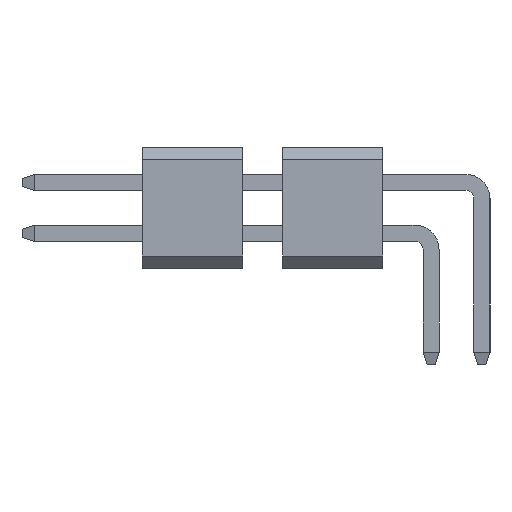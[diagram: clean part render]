
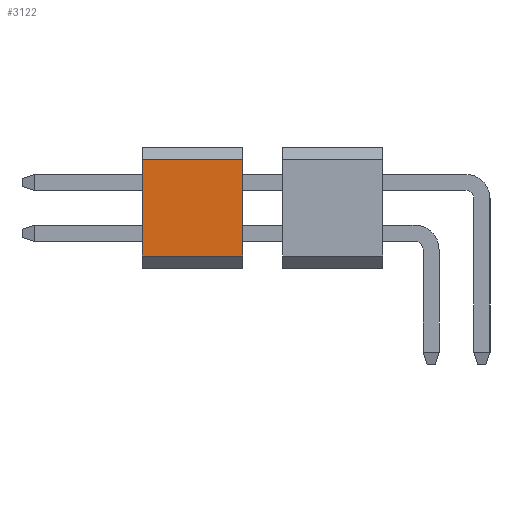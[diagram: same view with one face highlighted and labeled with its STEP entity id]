
A CAD part, left-side view. The second image highlights one B-rep face of the part: STEP entity #3122.
In plain terms, the highlighted planar face has unit normal (-1, 0, 0).
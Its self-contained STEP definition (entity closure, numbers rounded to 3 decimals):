
#549=CARTESIAN_POINT('',(-0.635,3.5,1.2));
#550=VERTEX_POINT('',#549);
#557=CARTESIAN_POINT('',(-0.635,3.5,-1.2));
#558=VERTEX_POINT('',#557);
#559=CARTESIAN_POINT('',(-0.635,3.5,1.2));
#560=DIRECTION('',(0.,0.,-1.));
#561=VECTOR('',#560,2.4);
#562=LINE('',#559,#561);
#563=EDGE_CURVE('',#550,#558,#562,.T.);
#1730=CARTESIAN_POINT('',(-0.635,6.,-1.2));
#1731=VERTEX_POINT('',#1730);
#1738=CARTESIAN_POINT('',(-0.635,6.,1.2));
#1739=VERTEX_POINT('',#1738);
#1740=CARTESIAN_POINT('',(-0.635,6.,-1.2));
#1741=DIRECTION('',(0.,0.,1.));
#1742=VECTOR('',#1741,2.4);
#1743=LINE('',#1740,#1742);
#1744=EDGE_CURVE('',#1731,#1739,#1743,.T.);
#3094=CARTESIAN_POINT('',(-0.635,6.,1.2));
#3095=DIRECTION('',(0.,-1.,0.));
#3096=VECTOR('',#3095,2.5);
#3097=LINE('',#3094,#3096);
#3098=EDGE_CURVE('',#1739,#550,#3097,.T.);
#3106=CARTESIAN_POINT('',(-0.635,3.5,-1.5));
#3107=DIRECTION('',(0.,0.,1.));
#3108=DIRECTION('',(-1.,0.,0.));
#3109=AXIS2_PLACEMENT_3D('',#3106,#3108,#3107);
#3110=PLANE('',#3109);
#3111=ORIENTED_EDGE('',*,*,#563,.F.);
#3112=ORIENTED_EDGE('',*,*,#3098,.F.);
#3113=ORIENTED_EDGE('',*,*,#1744,.F.);
#3114=CARTESIAN_POINT('',(-0.635,6.,-1.2));
#3115=DIRECTION('',(0.,-1.,0.));
#3116=VECTOR('',#3115,2.5);
#3117=LINE('',#3114,#3116);
#3118=EDGE_CURVE('',#1731,#558,#3117,.T.);
#3119=ORIENTED_EDGE('',*,*,#3118,.T.);
#3120=EDGE_LOOP('',(#3111,#3112,#3113,#3119));
#3121=FACE_OUTER_BOUND('',#3120,.T.);
#3122=ADVANCED_FACE('',(#3121),#3110,.T.);
